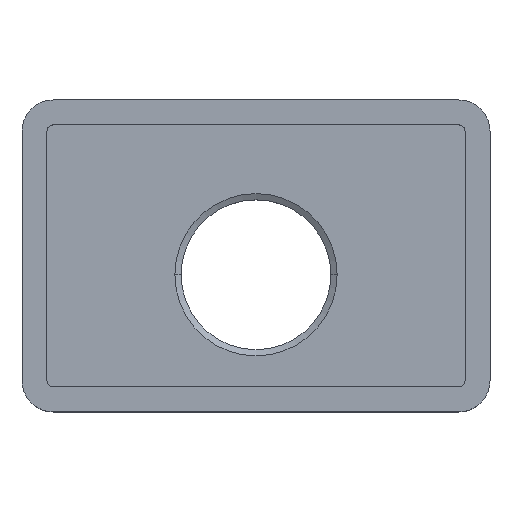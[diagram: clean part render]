
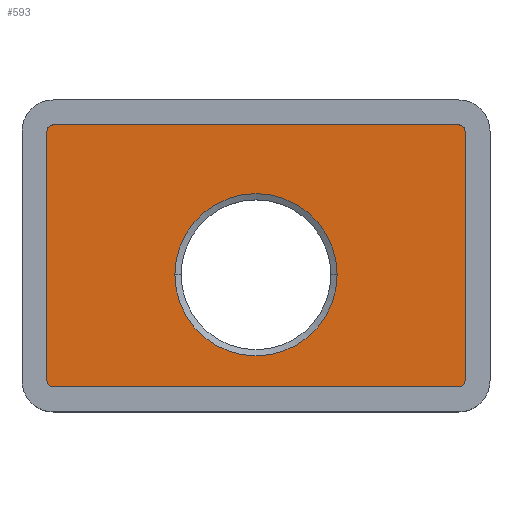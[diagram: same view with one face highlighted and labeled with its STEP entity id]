
A CAD part, top view. The second image highlights one B-rep face of the part: STEP entity #593.
In plain terms, the highlighted planar face has unit normal (0, 0, 1).
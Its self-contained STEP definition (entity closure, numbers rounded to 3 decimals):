
#2 = AXIS2_PLACEMENT_3D ( 'NONE', #439, #130, #496 ) ;
#19 = PLANE ( 'NONE',  #2 ) ;
#23 = DIRECTION ( 'NONE',  ( -1., 0., 0. ) ) ;
#37 = CARTESIAN_POINT ( 'NONE',  ( 213., -8., 8. ) ) ;
#62 = ORIENTED_EDGE ( 'NONE', *, *, #566, .T. ) ;
#70 = LINE ( 'NONE', #392, #582 ) ;
#71 = CIRCLE ( 'NONE', #262, 2. ) ;
#89 = VERTEX_POINT ( 'NONE', #329 ) ;
#93 = CARTESIAN_POINT ( 'NONE',  ( 215., 0., 8. ) ) ;
#109 = EDGE_CURVE ( 'NONE', #778, #139, #376, .T. ) ;
#113 = VECTOR ( 'NONE', #414, 1000. ) ;
#120 = VERTEX_POINT ( 'NONE', #640 ) ;
#130 = DIRECTION ( 'NONE',  ( 0., 0., -1. ) ) ;
#135 = DIRECTION ( 'NONE',  ( 0., 0., -1. ) ) ;
#139 = VERTEX_POINT ( 'NONE', #277 ) ;
#143 = EDGE_CURVE ( 'NONE', #476, #305, #226, .T. ) ;
#158 = VERTEX_POINT ( 'NONE', #37 ) ;
#181 = DIRECTION ( 'NONE',  ( -1., 0., 0. ) ) ;
#187 = EDGE_CURVE ( 'NONE', #158, #139, #252, .T. ) ;
#219 = CARTESIAN_POINT ( 'NONE',  ( 0., -8., 8. ) ) ;
#225 = DIRECTION ( 'NONE',  ( -1., 0., 0. ) ) ;
#226 = LINE ( 'NONE', #93, #709 ) ;
#232 = AXIS2_PLACEMENT_3D ( 'NONE', #674, #678, #737 ) ;
#236 = DIRECTION ( 'NONE',  ( 0., 0., -1. ) ) ;
#239 = ORIENTED_EDGE ( 'NONE', *, *, #323, .T. ) ;
#242 = CARTESIAN_POINT ( 'NONE',  ( 83., -90., 8. ) ) ;
#252 = LINE ( 'NONE', #219, #546 ) ;
#262 = AXIS2_PLACEMENT_3D ( 'NONE', #242, #665, #309 ) ;
#270 = EDGE_CURVE ( 'NONE', #158, #305, #591, .T. ) ;
#271 = CARTESIAN_POINT ( 'NONE',  ( 83., -92., 8. ) ) ;
#277 = CARTESIAN_POINT ( 'NONE',  ( 83., -8., 8. ) ) ;
#278 = ORIENTED_EDGE ( 'NONE', *, *, #143, .T. ) ;
#288 = AXIS2_PLACEMENT_3D ( 'NONE', #537, #598, #181 ) ;
#293 = EDGE_LOOP ( 'NONE', ( #239, #353, #652, #475, #278, #729, #760, #356 ) ) ;
#297 = CIRCLE ( 'NONE', #288, 2. ) ;
#298 = CARTESIAN_POINT ( 'NONE',  ( 215., -10., 8. ) ) ;
#305 = VERTEX_POINT ( 'NONE', #298 ) ;
#306 = CARTESIAN_POINT ( 'NONE',  ( 215., -90., 8. ) ) ;
#309 = DIRECTION ( 'NONE',  ( -1., 0., 0. ) ) ;
#315 = ORIENTED_EDGE ( 'NONE', *, *, #515, .T. ) ;
#323 = EDGE_CURVE ( 'NONE', #778, #120, #441, .T. ) ;
#329 = CARTESIAN_POINT ( 'NONE',  ( 122., -56., 8. ) ) ;
#351 = CARTESIAN_POINT ( 'NONE',  ( 81., 0., 8. ) ) ;
#353 = ORIENTED_EDGE ( 'NONE', *, *, #446, .F. ) ;
#356 = ORIENTED_EDGE ( 'NONE', *, *, #109, .F. ) ;
#376 = CIRCLE ( 'NONE', #393, 2. ) ;
#378 = AXIS2_PLACEMENT_3D ( 'NONE', #612, #135, #23 ) ;
#383 = AXIS2_PLACEMENT_3D ( 'NONE', #779, #236, #585 ) ;
#390 = CARTESIAN_POINT ( 'NONE',  ( 213., -92., 8. ) ) ;
#391 = FACE_OUTER_BOUND ( 'NONE', #293, .T. ) ;
#392 = CARTESIAN_POINT ( 'NONE',  ( 0., -92., 8. ) ) ;
#393 = AXIS2_PLACEMENT_3D ( 'NONE', #638, #504, #394 ) ;
#394 = DIRECTION ( 'NONE',  ( -1., 0., 0. ) ) ;
#414 = DIRECTION ( 'NONE',  ( 0., -1., 0. ) ) ;
#419 = EDGE_LOOP ( 'NONE', ( #315, #62 ) ) ;
#439 = CARTESIAN_POINT ( 'NONE',  ( 0., 0., 8. ) ) ;
#441 = LINE ( 'NONE', #351, #113 ) ;
#446 = EDGE_CURVE ( 'NONE', #667, #120, #71, .T. ) ;
#456 = EDGE_CURVE ( 'NONE', #476, #661, #297, .T. ) ;
#475 = ORIENTED_EDGE ( 'NONE', *, *, #456, .F. ) ;
#476 = VERTEX_POINT ( 'NONE', #306 ) ;
#496 = DIRECTION ( 'NONE',  ( -1., 0., 0. ) ) ;
#504 = DIRECTION ( 'NONE',  ( 0., 0., -1. ) ) ;
#515 = EDGE_CURVE ( 'NONE', #535, #89, #710, .T. ) ;
#535 = VERTEX_POINT ( 'NONE', #602 ) ;
#537 = CARTESIAN_POINT ( 'NONE',  ( 213., -90., 8. ) ) ;
#546 = VECTOR ( 'NONE', #225, 1000. ) ;
#560 = DIRECTION ( 'NONE',  ( 1., 0., 0. ) ) ;
#566 = EDGE_CURVE ( 'NONE', #89, #535, #592, .T. ) ;
#582 = VECTOR ( 'NONE', #560, 1000. ) ;
#585 = DIRECTION ( 'NONE',  ( -1., 0., 0. ) ) ;
#591 = CIRCLE ( 'NONE', #383, 2. ) ;
#592 = CIRCLE ( 'NONE', #232, 26. ) ;
#593 = ADVANCED_FACE ( 'NONE', ( #725, #391 ), #19, .F. ) ;
#598 = DIRECTION ( 'NONE',  ( 0., 0., -1. ) ) ;
#602 = CARTESIAN_POINT ( 'NONE',  ( 174., -56., 8. ) ) ;
#612 = CARTESIAN_POINT ( 'NONE',  ( 148., -56., 8. ) ) ;
#637 = CARTESIAN_POINT ( 'NONE',  ( 81., -10., 8. ) ) ;
#638 = CARTESIAN_POINT ( 'NONE',  ( 83., -10., 8. ) ) ;
#640 = CARTESIAN_POINT ( 'NONE',  ( 81., -90., 8. ) ) ;
#652 = ORIENTED_EDGE ( 'NONE', *, *, #731, .T. ) ;
#661 = VERTEX_POINT ( 'NONE', #390 ) ;
#665 = DIRECTION ( 'NONE',  ( 0., 0., -1. ) ) ;
#667 = VERTEX_POINT ( 'NONE', #271 ) ;
#674 = CARTESIAN_POINT ( 'NONE',  ( 148., -56., 8. ) ) ;
#678 = DIRECTION ( 'NONE',  ( 0., 0., -1. ) ) ;
#709 = VECTOR ( 'NONE', #752, 1000. ) ;
#710 = CIRCLE ( 'NONE', #378, 26. ) ;
#725 = FACE_BOUND ( 'NONE', #419, .T. ) ;
#729 = ORIENTED_EDGE ( 'NONE', *, *, #270, .F. ) ;
#731 = EDGE_CURVE ( 'NONE', #667, #661, #70, .T. ) ;
#737 = DIRECTION ( 'NONE',  ( -1., 0., 0. ) ) ;
#752 = DIRECTION ( 'NONE',  ( 0., 1., 0. ) ) ;
#760 = ORIENTED_EDGE ( 'NONE', *, *, #187, .T. ) ;
#778 = VERTEX_POINT ( 'NONE', #637 ) ;
#779 = CARTESIAN_POINT ( 'NONE',  ( 213., -10., 8. ) ) ;
